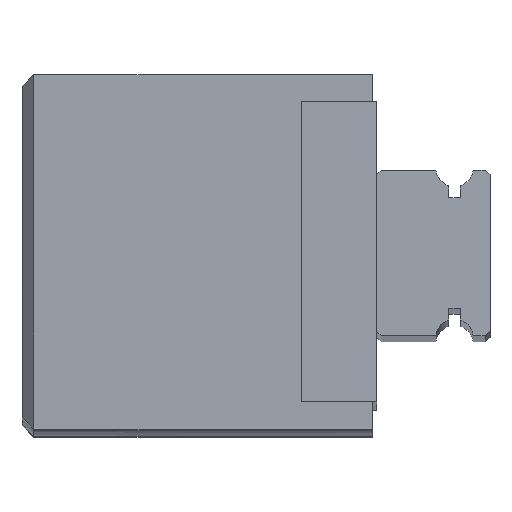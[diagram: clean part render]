
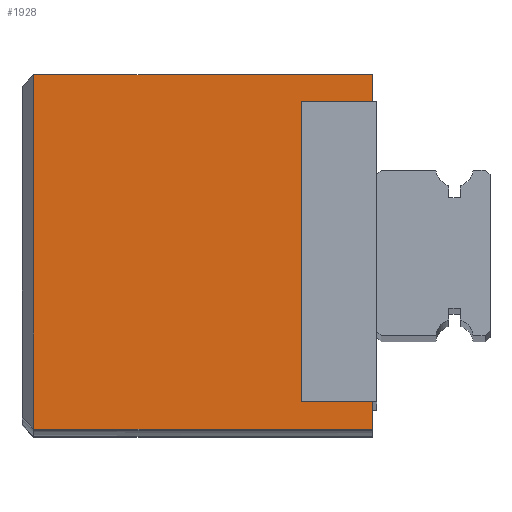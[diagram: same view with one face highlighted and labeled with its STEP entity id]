
A CAD part, top view. The second image highlights one B-rep face of the part: STEP entity #1928.
In plain terms, the highlighted planar face has unit normal (0, 0, 1).
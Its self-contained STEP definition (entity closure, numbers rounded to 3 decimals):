
#161=PLANE('',#2126);
#243=FACE_OUTER_BOUND('',#382,.T.);
#382=EDGE_LOOP('',(#1631,#1632,#1633,#1634,#1635,#1636,#1637,#1638));
#534=LINE('',#3060,#681);
#549=LINE('',#3101,#696);
#558=LINE('',#3137,#705);
#561=LINE('',#3143,#708);
#564=LINE('',#3151,#711);
#566=LINE('',#3155,#713);
#567=LINE('',#3157,#714);
#569=LINE('',#3160,#716);
#681=VECTOR('',#2491,10.);
#696=VECTOR('',#2532,10.);
#705=VECTOR('',#2573,10.);
#708=VECTOR('',#2578,10.);
#711=VECTOR('',#2587,10.);
#713=VECTOR('',#2591,10.);
#714=VECTOR('',#2594,10.);
#716=VECTOR('',#2598,10.);
#942=VERTEX_POINT('',#3050);
#946=VERTEX_POINT('',#3059);
#959=VERTEX_POINT('',#3100);
#968=VERTEX_POINT('',#3133);
#970=VERTEX_POINT('',#3136);
#972=VERTEX_POINT('',#3142);
#974=VERTEX_POINT('',#3149);
#975=VERTEX_POINT('',#3153);
#1154=EDGE_CURVE('',#946,#942,#534,.T.);
#1175=EDGE_CURVE('',#959,#942,#549,.T.);
#1192=EDGE_CURVE('',#968,#970,#558,.T.);
#1195=EDGE_CURVE('',#970,#972,#561,.T.);
#1200=EDGE_CURVE('',#974,#968,#564,.T.);
#1202=EDGE_CURVE('',#974,#975,#566,.T.);
#1203=EDGE_CURVE('',#959,#975,#567,.T.);
#1205=EDGE_CURVE('',#972,#946,#569,.T.);
#1631=ORIENTED_EDGE('',*,*,#1154,.F.);
#1632=ORIENTED_EDGE('',*,*,#1205,.F.);
#1633=ORIENTED_EDGE('',*,*,#1195,.F.);
#1634=ORIENTED_EDGE('',*,*,#1192,.F.);
#1635=ORIENTED_EDGE('',*,*,#1200,.F.);
#1636=ORIENTED_EDGE('',*,*,#1202,.T.);
#1637=ORIENTED_EDGE('',*,*,#1203,.F.);
#1638=ORIENTED_EDGE('',*,*,#1175,.T.);
#1928=ADVANCED_FACE('',(#243),#161,.T.);
#2126=AXIS2_PLACEMENT_3D('',#3162,#2601,#2602);
#2491=DIRECTION('',(0.,1.,0.));
#2532=DIRECTION('',(-1.,0.,0.));
#2573=DIRECTION('',(1.,0.,0.));
#2578=DIRECTION('',(0.,-1.,0.));
#2587=DIRECTION('',(0.,-1.,0.));
#2591=DIRECTION('',(1.,0.,0.));
#2594=DIRECTION('',(0.,-1.,0.));
#2598=DIRECTION('',(-1.,0.,0.));
#2601=DIRECTION('center_axis',(0.,0.,1.));
#2602=DIRECTION('ref_axis',(0.,1.,0.));
#3050=CARTESIAN_POINT('',(-11.325,7.5,100.));
#3059=CARTESIAN_POINT('',(-11.325,-7.5,100.));
#3060=CARTESIAN_POINT('',(-11.325,-3.75,100.));
#3100=CARTESIAN_POINT('',(3.,7.5,100.));
#3101=CARTESIAN_POINT('',(0.,7.5,100.));
#3133=CARTESIAN_POINT('',(0.,-6.35,100.));
#3136=CARTESIAN_POINT('',(3.,-6.35,100.));
#3137=CARTESIAN_POINT('',(0.,-6.35,100.));
#3142=CARTESIAN_POINT('',(3.,-7.5,100.));
#3143=CARTESIAN_POINT('',(3.,0.,100.));
#3149=CARTESIAN_POINT('',(0.,6.35,100.));
#3151=CARTESIAN_POINT('',(0.,0.,100.));
#3153=CARTESIAN_POINT('',(3.,6.35,100.));
#3155=CARTESIAN_POINT('',(0.,6.35,100.));
#3157=CARTESIAN_POINT('',(3.,0.,100.));
#3160=CARTESIAN_POINT('',(0.,-7.5,100.));
#3162=CARTESIAN_POINT('Origin',(0.,-7.5,100.));
